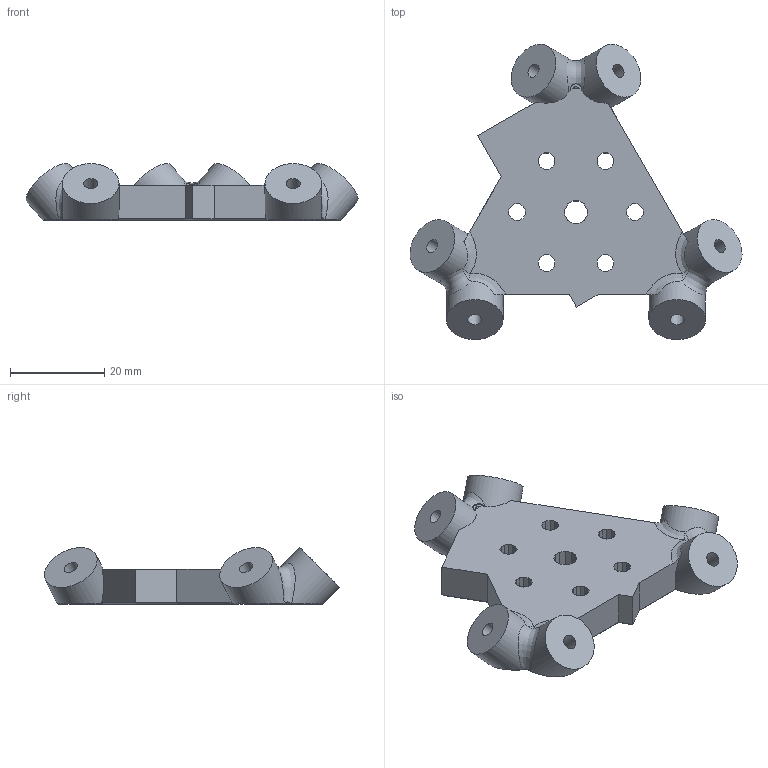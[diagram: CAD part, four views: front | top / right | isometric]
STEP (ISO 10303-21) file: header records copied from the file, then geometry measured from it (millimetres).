
FILE_DESCRIPTION(/* description */ ('Alibre Inc.'),/* implementation_level */ '2;1');
FILE_NAME(/* name */ 'export0',/* time_stamp */ '2018-01-07T12:07:14-05:00',/* author */ (''),/* organization */ (''),/* preprocessor_version */ 'ST-DEVELOPER v14',/* originating_system */ 'Alibre',/* authorisation */ '');
FILE_SCHEMA (('AUTOMOTIVE_DESIGN'));
Length unit declared in the file: centimetre
Bounding box: 70.53 x 62.71 x 12.07 mm (x, y, z)
Volume: 15392.3 mm3; surface area: 7590.3 mm2
Topology: 1 solids, 1 shells, 318 faces, 809 edges, 496 vertices
Faces by surface type: plane 289, bspline 14, cylinder 13, sphere 2
Full cylindrical faces by diameter (mm): 3 x6, 12 x6
Entity records: 11677 total; most frequent: CARTESIAN_POINT 4505, ORIENTED_EDGE 1580, DIRECTION 1116, EDGE_CURVE 790, VECTOR 697, LINE 697, VERTEX_POINT 490, EDGE_LOOP 360
